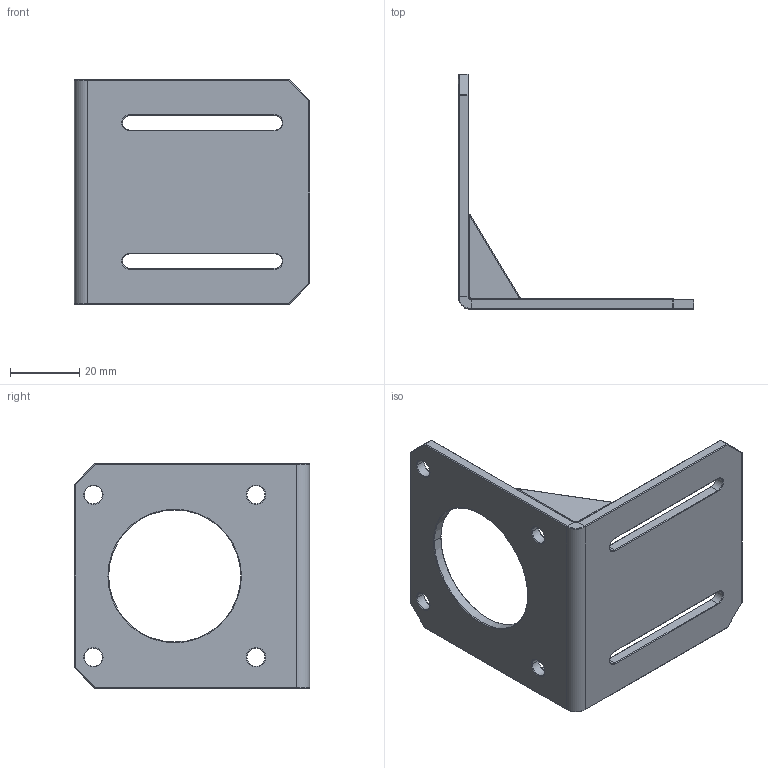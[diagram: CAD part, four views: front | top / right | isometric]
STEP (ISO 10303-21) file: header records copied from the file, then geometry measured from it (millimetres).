
FILE_DESCRIPTION (( 'STEP AP214' ), '1' );
FILE_NAME ('NEMA23 Bracket.STEP', '2021-11-15T07:53:10', ( '' ), ( '' ), 'SwSTEP 2.0', 'SolidWorks 2018', '' );
FILE_SCHEMA (( 'AUTOMOTIVE_DESIGN' ));
Length unit declared in the file: millimetre
Products named in the file (1): NEMA23 Bracket
Bounding box: 68 x 68 x 65 mm (x, y, z)
Volume: 21804.4 mm3; surface area: 16687.8 mm2
Topology: 1 solids, 1 shells, 161 faces, 359 edges, 176 vertices
Faces by surface type: cylinder 73, torus 32, sphere 28, plane 28
Entity records: 4271 total; most frequent: DIRECTION 843, CARTESIAN_POINT 701, ORIENTED_EDGE 678, AXIS2_PLACEMENT_3D 350, EDGE_CURVE 339, CIRCLE 188, VERTEX_POINT 176, EDGE_LOOP 175
